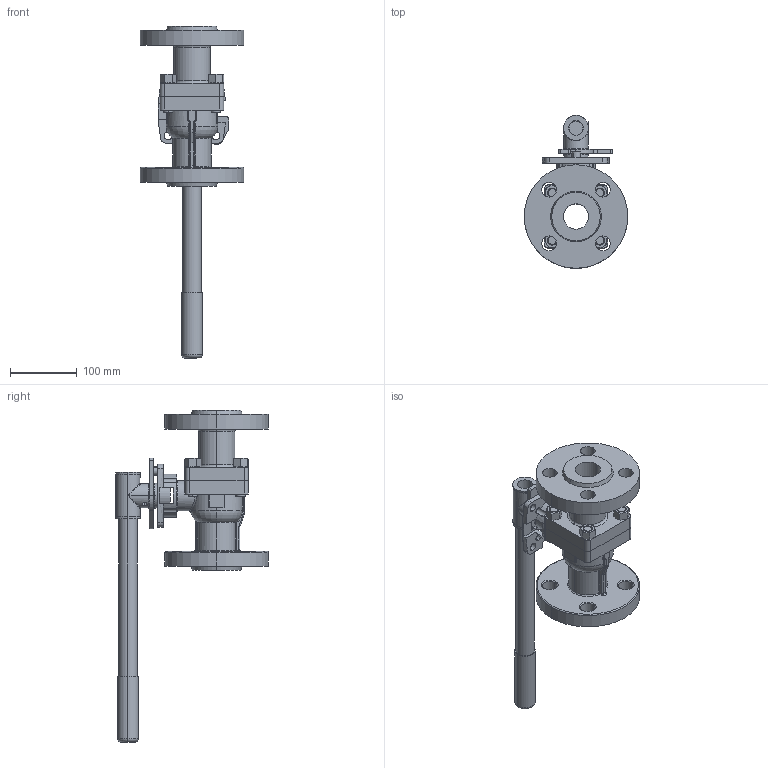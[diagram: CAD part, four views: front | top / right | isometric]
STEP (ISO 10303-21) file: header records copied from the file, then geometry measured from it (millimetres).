
FILE_DESCRIPTION (( 'STEP AP214' ), '1' );
FILE_NAME ('FD9-F6-0150-CXX.step', '2019-11-11T14:24:58', ( '' ), ( '' ), 'SwSTEP 2.0', 'SolidWorks 2019', '' );
FILE_SCHEMA (( 'AUTOMOTIVE_DESIGN' ));
Length unit declared in the file: inch
Products named in the file (2): FD9-F6-0150-CXX
Bounding box: 155.7 x 229.9 x 499.22 mm (x, y, z)
Surface area: 293161 mm2 (no closed solid volume)
Topology: 0 solids, 14 shells, 449 faces, 1174 edges, 730 vertices
Faces by surface type: cylinder 168, plane 130, torus 73, cone 54, bspline 20, sphere 4
Entity records: 21570 total; most frequent: CARTESIAN_POINT 4747, DIRECTION 2388, ORIENTED_EDGE 2189, EDGE_CURVE 1168, AXIS2_PLACEMENT_3D 975, VERTEX_POINT 730, CIRCLE 544, EDGE_LOOP 514
